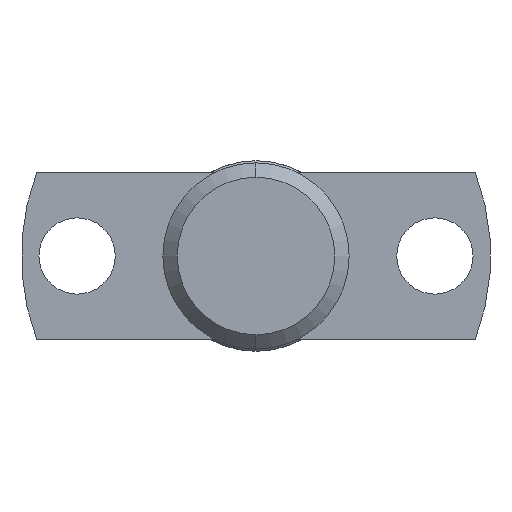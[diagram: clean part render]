
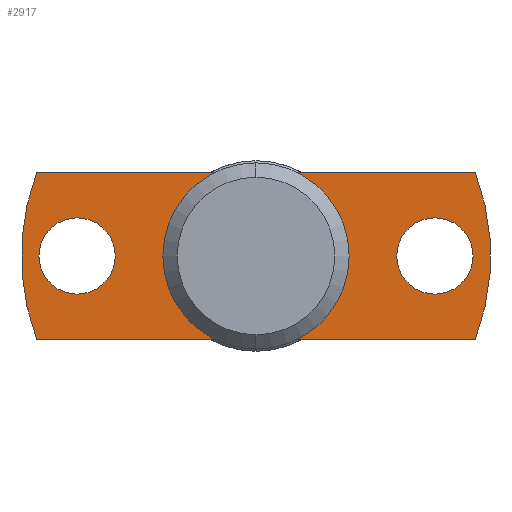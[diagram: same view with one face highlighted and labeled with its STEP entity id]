
A CAD part, front view. The second image highlights one B-rep face of the part: STEP entity #2917.
In plain terms, the highlighted planar face has unit normal (0, -1, 0).
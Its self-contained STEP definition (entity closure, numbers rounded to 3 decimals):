
#47 = ORIENTED_EDGE ( 'NONE', *, *, #1784, .F. ) ;
#95 = ORIENTED_EDGE ( 'NONE', *, *, #2926, .F. ) ;
#139 = CARTESIAN_POINT ( 'NONE',  ( -7.475, -5.6, -2.85 ) ) ;
#200 = AXIS2_PLACEMENT_3D ( 'NONE', #2238, #2585, #1565 ) ;
#220 = DIRECTION ( 'NONE',  ( 0., -1., 0. ) ) ;
#347 = DIRECTION ( 'NONE',  ( 0., 0., 1. ) ) ;
#407 = VERTEX_POINT ( 'NONE', #2316 ) ;
#445 = EDGE_CURVE ( 'Defeature ausgef�hrt2_7+Defeature ausgef�hrt2_10+Defeature ausgef�hrt2_9+Defeature ausgef�hrt2_11', #3087, #726, #718, .T. ) ;
#559 = CARTESIAN_POINT ( 'NONE',  ( 0., -5.6, 0. ) ) ;
#649 = CARTESIAN_POINT ( 'NONE',  ( 0., -5.6, 2.685 ) ) ;
#718 = LINE ( 'NONE', #139, #3337 ) ;
#726 = VERTEX_POINT ( 'NONE', #2504 ) ;
#759 = DIRECTION ( 'NONE',  ( -1., 0., 0. ) ) ;
#762 = DIRECTION ( 'NONE',  ( 0., -1., 0. ) ) ;
#825 = VERTEX_POINT ( 'NONE', #3906 ) ;
#913 = DIRECTION ( 'NONE',  ( 0., 0., 1. ) ) ;
#948 = AXIS2_PLACEMENT_3D ( 'NONE', #559, #3584, #1249 ) ;
#959 = EDGE_CURVE ( 'Defeature ausgef�hrt2_7+Defeature ausgef�hrt2_12+Defeature ausgef�hrt2_11+Defeature ausgef�hrt2_9', #3309, #3289, #1337, .T. ) ;
#1091 = CARTESIAN_POINT ( 'NONE',  ( 0., -5.6, 0. ) ) ;
#1200 = CIRCLE ( 'NONE', #3323, 2.685 ) ;
#1249 = DIRECTION ( 'NONE',  ( 0., 0., 1. ) ) ;
#1285 = EDGE_CURVE ( 'Defeature ausgef�hrt2_7+Defeature ausgef�hrt2_9+Defeature ausgef�hrt2_12+Defeature ausgef�hrt2_10', #3289, #3087, #4083, .T. ) ;
#1337 = LINE ( 'NONE', #3074, #3924 ) ;
#1413 = AXIS2_PLACEMENT_3D ( 'NONE', #2435, #762, #2474 ) ;
#1539 = ORIENTED_EDGE ( 'NONE', *, *, #4001, .F. ) ;
#1565 = DIRECTION ( 'NONE',  ( 0., 0., 1. ) ) ;
#1629 = EDGE_CURVE ( 'Defeature ausgef�hrt2_7+Defeature ausgef�hrt2_1+Defeature ausgef�hrt2_1+Defeature ausgef�hrt2_1', #3082, #3140, #3025, .T. ) ;
#1692 = ORIENTED_EDGE ( 'NONE', *, *, #445, .T. ) ;
#1770 = CARTESIAN_POINT ( 'NONE',  ( -7.475, -5.6, 2.85 ) ) ;
#1783 = DIRECTION ( 'NONE',  ( 0., 1., 0. ) ) ;
#1784 = EDGE_CURVE ( 'Defeature ausgef�hrt2_41+Defeature ausgef�hrt2_7+Defeature ausgef�hrt2_7+Defeature ausgef�hrt2_7', #407, #4040, #3546, .T. ) ;
#1859 = ORIENTED_EDGE ( 'NONE', *, *, #959, .T. ) ;
#1870 = CARTESIAN_POINT ( 'NONE',  ( 7.475, -5.6, 2.85 ) ) ;
#1920 = AXIS2_PLACEMENT_3D ( 'NONE', #3272, #3946, #913 ) ;
#1923 = CIRCLE ( 'NONE', #200, 8. ) ;
#1970 = CARTESIAN_POINT ( 'NONE',  ( -6.1, -5.6, 0. ) ) ;
#1980 = VERTEX_POINT ( 'NONE', #3455 ) ;
#2037 = CARTESIAN_POINT ( 'NONE',  ( -7.475, -5.6, -2.85 ) ) ;
#2058 = AXIS2_PLACEMENT_3D ( 'NONE', #1970, #4368, #2326 ) ;
#2067 = ORIENTED_EDGE ( 'NONE', *, *, #1629, .T. ) ;
#2073 = CARTESIAN_POINT ( 'NONE',  ( 0., -5.6, -2.685 ) ) ;
#2238 = CARTESIAN_POINT ( 'NONE',  ( 0., -5.6, 0. ) ) ;
#2280 = ORIENTED_EDGE ( 'NONE', *, *, #4234, .F. ) ;
#2316 = CARTESIAN_POINT ( 'NONE',  ( -6.1, -5.6, -1.3 ) ) ;
#2326 = DIRECTION ( 'NONE',  ( 0., 0., 1. ) ) ;
#2435 = CARTESIAN_POINT ( 'NONE',  ( 6.1, -5.6, 0. ) ) ;
#2474 = DIRECTION ( 'NONE',  ( 0., 0., 1. ) ) ;
#2504 = CARTESIAN_POINT ( 'NONE',  ( 7.475, -5.6, -2.85 ) ) ;
#2578 = PLANE ( 'NONE',  #948 ) ;
#2585 = DIRECTION ( 'NONE',  ( 0., -1., 0. ) ) ;
#2715 = CARTESIAN_POINT ( 'NONE',  ( -6.1, -5.6, 0. ) ) ;
#2717 = ORIENTED_EDGE ( 'NONE', *, *, #1285, .T. ) ;
#2811 = ORIENTED_EDGE ( 'NONE', *, *, #4376, .T. ) ;
#2886 = FACE_BOUND ( 'NONE', #4010, .T. ) ;
#2917 = ADVANCED_FACE ( 'Defeature ausgef�hrt2_7', ( #3774, #3566, #2886, #3517 ), #2578, .T. ) ;
#2926 = EDGE_CURVE ( 'Defeature ausgef�hrt2_40+Defeature ausgef�hrt2_7+Defeature ausgef�hrt2_7+Defeature ausgef�hrt2_7', #1980, #825, #3411, .T. ) ;
#2975 = DIRECTION ( 'NONE',  ( 0., -1., 0. ) ) ;
#3025 = CIRCLE ( 'NONE', #1920, 2.685 ) ;
#3074 = CARTESIAN_POINT ( 'NONE',  ( -7.475, -5.6, 2.85 ) ) ;
#3079 = CARTESIAN_POINT ( 'NONE',  ( -6.1, -5.6, 1.3 ) ) ;
#3082 = VERTEX_POINT ( 'NONE', #2073 ) ;
#3085 = AXIS2_PLACEMENT_3D ( 'NONE', #2715, #2975, #3319 ) ;
#3087 = VERTEX_POINT ( 'NONE', #2037 ) ;
#3140 = VERTEX_POINT ( 'NONE', #649 ) ;
#3143 = ORIENTED_EDGE ( 'NONE', *, *, #3404, .T. ) ;
#3165 = AXIS2_PLACEMENT_3D ( 'NONE', #3954, #220, #3925 ) ;
#3272 = CARTESIAN_POINT ( 'NONE',  ( 0., -5.6, 0. ) ) ;
#3289 = VERTEX_POINT ( 'NONE', #1770 ) ;
#3309 = VERTEX_POINT ( 'NONE', #1870 ) ;
#3319 = DIRECTION ( 'NONE',  ( 0., 0., 1. ) ) ;
#3323 = AXIS2_PLACEMENT_3D ( 'NONE', #1091, #1783, #3845 ) ;
#3337 = VECTOR ( 'NONE', #3840, 1000. ) ;
#3401 = CIRCLE ( 'NONE', #1413, 1.3 ) ;
#3404 = EDGE_CURVE ( 'Defeature ausgef�hrt2_7+Defeature ausgef�hrt2_11+Defeature ausgef�hrt2_10+Defeature ausgef�hrt2_12', #726, #3309, #1923, .T. ) ;
#3411 = CIRCLE ( 'NONE', #3165, 1.3 ) ;
#3414 = DIRECTION ( 'NONE',  ( 0., -1., 0. ) ) ;
#3419 = CARTESIAN_POINT ( 'NONE',  ( 0., -5.6, 0. ) ) ;
#3455 = CARTESIAN_POINT ( 'NONE',  ( 6.1, -5.6, 1.3 ) ) ;
#3517 = FACE_OUTER_BOUND ( 'NONE', #3603, .T. ) ;
#3546 = CIRCLE ( 'NONE', #2058, 1.3 ) ;
#3566 = FACE_BOUND ( 'NONE', #3707, .T. ) ;
#3584 = DIRECTION ( 'NONE',  ( 0., -1., 0. ) ) ;
#3595 = EDGE_LOOP ( 'NONE', ( #47, #2280 ) ) ;
#3603 = EDGE_LOOP ( 'NONE', ( #2717, #1692, #3143, #1859 ) ) ;
#3707 = EDGE_LOOP ( 'NONE', ( #1539, #95 ) ) ;
#3774 = FACE_BOUND ( 'NONE', #3595, .T. ) ;
#3840 = DIRECTION ( 'NONE',  ( 1., 0., 0. ) ) ;
#3845 = DIRECTION ( 'NONE',  ( 0., 0., 1. ) ) ;
#3906 = CARTESIAN_POINT ( 'NONE',  ( 6.1, -5.6, -1.3 ) ) ;
#3924 = VECTOR ( 'NONE', #759, 1000. ) ;
#3925 = DIRECTION ( 'NONE',  ( 0., 0., 1. ) ) ;
#3946 = DIRECTION ( 'NONE',  ( 0., 1., 0. ) ) ;
#3954 = CARTESIAN_POINT ( 'NONE',  ( 6.1, -5.6, 0. ) ) ;
#4001 = EDGE_CURVE ( 'Defeature ausgef�hrt2_40+Defeature ausgef�hrt2_7+Defeature ausgef�hrt2_7+Defeature ausgef�hrt2_7', #825, #1980, #3401, .T. ) ;
#4010 = EDGE_LOOP ( 'NONE', ( #2067, #2811 ) ) ;
#4040 = VERTEX_POINT ( 'NONE', #3079 ) ;
#4083 = CIRCLE ( 'NONE', #4233, 8. ) ;
#4233 = AXIS2_PLACEMENT_3D ( 'NONE', #3419, #3414, #347 ) ;
#4234 = EDGE_CURVE ( 'Defeature ausgef�hrt2_41+Defeature ausgef�hrt2_7+Defeature ausgef�hrt2_7+Defeature ausgef�hrt2_7', #4040, #407, #4288, .T. ) ;
#4288 = CIRCLE ( 'NONE', #3085, 1.3 ) ;
#4368 = DIRECTION ( 'NONE',  ( 0., -1., 0. ) ) ;
#4376 = EDGE_CURVE ( 'Defeature ausgef�hrt2_7+Defeature ausgef�hrt2_1+Defeature ausgef�hrt2_1+Defeature ausgef�hrt2_1', #3140, #3082, #1200, .T. ) ;
